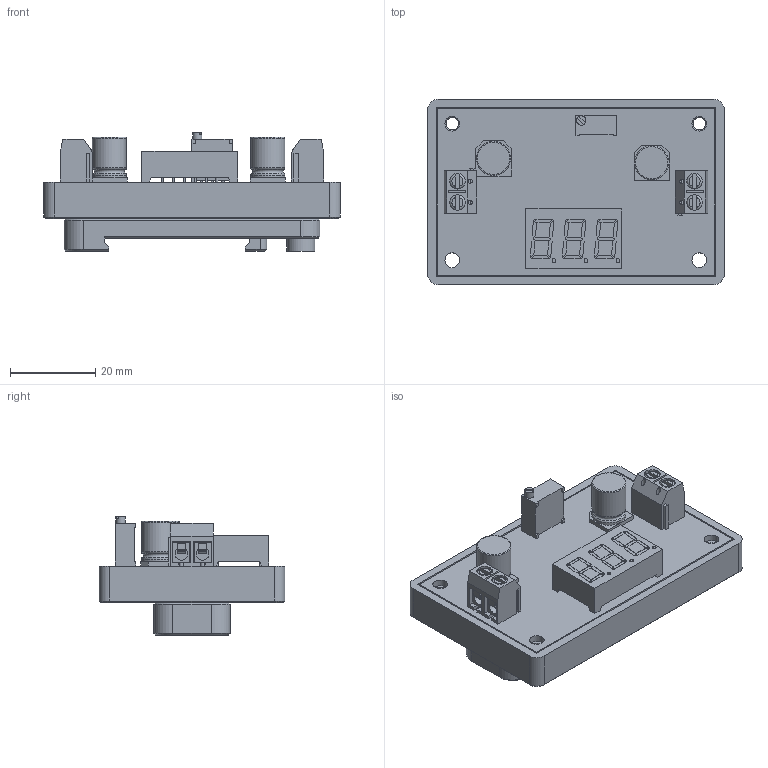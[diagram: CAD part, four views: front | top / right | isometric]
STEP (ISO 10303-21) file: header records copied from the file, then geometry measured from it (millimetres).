
FILE_DESCRIPTION(/* description */ (''),/* implementation_level */ '2;1');
FILE_NAME(/* name */ 'buck_converter_case v2.step',/* time_stamp */ '2025-04-27T13:26:17-05:00',/* author */ (''),/* organization */ (''),/* preprocessor_version */ 'ST-DEVELOPER v20.1',/* originating_system */ 'Autodesk Translation Framework v14.4.0.0',/* authorisation */ '');
FILE_SCHEMA (('AUTOMOTIVE_DESIGN { 1 0 10303 214 3 1 1 }'));
Length unit declared in the file: millimetre
Products named in the file (10): buck_converter_case; LM2596 Buck Converter 4.0-40 to 1.3-37V; Base,  LM2596 Buck Converter 4.0-40 to 1.3-37V; 3 Digit 7 Segment Display, LM2596 Buck Converter 4.0-40 to 1.3-37V; Trimpot 3296W, LM2596 Buck Converter 4.0-40 to 1.3-37V_Valor predeter
minado; DG301-5.0-02, LM2596 Buck Converter 4.0-40 to 1.3-37V; 220 35V Capacitor, LM2596 Buck Converter 4.0-40 to 1.3-37V; Component7; heatset; (Unsaved)
Assembly tree (12 placements, depth 3):
  buck_converter_case
    LM2596 Buck Converter 4.0-40 to 1.3-37V
      Base,  LM2596 Buck Converter 4.0-40 to 1.3-37V
      DG301-5.0-02, LM2596 Buck Converter 4.0-40 to 1.3-37V  x2
      3 Digit 7 Segment Display, LM2596 Buck Converter 4.0-40 to 1.3-37V
      Trimpot 3296W, LM2596 Buck Converter 4.0-40 to 1.3-37V_Valor predeter
minado
      220 35V Capacitor, LM2596 Buck Converter 4.0-40 to 1.3-37V  x2
    Component7
    heatset
    (Unsaved)  x2
Bounding box: 69.5 x 43.5 x 27.75 mm (x, y, z)
Volume: 29420.6 mm3; surface area: 24154.9 mm2
Topology: 25 solids, 25 shells, 1033 faces, 2688 edges, 1774 vertices
Faces by surface type: plane 581, cylinder 210, bspline 158, cone 64, torus 20
Full cylindrical faces by diameter (mm): 0.45 x12, 0.51 x3, 0.9 x3, 1 x8, 1.8 x4, 2 x4, 2.19 x1, 2.5 x4, 2.6 x4, 2.9 x6, 3 x4, 3.4 x4, 3.45 x8, 3.6 x4, 3.65 x4, 4.1 x2, 4.25 x4, 4.6 x2, 4.7 x4, 6 x2, 6.6 x1, 8 x4
Entity records: 27770 total; most frequent: CARTESIAN_POINT 9479, ORIENTED_EDGE 3734, DIRECTION 3460, EDGE_CURVE 1867, LINE 1254, VECTOR 1254, VERTEX_POINT 1228, AXIS2_PLACEMENT_3D 1103
